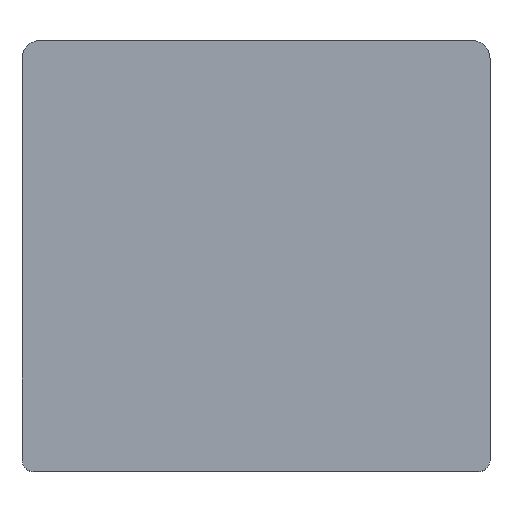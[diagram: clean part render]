
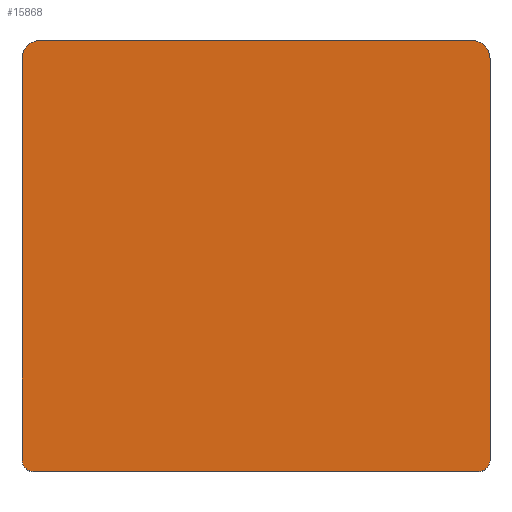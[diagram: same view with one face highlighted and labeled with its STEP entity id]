
A CAD part, top view. The second image highlights one B-rep face of the part: STEP entity #15868.
In plain terms, the highlighted planar face has unit normal (0, 0, 1).
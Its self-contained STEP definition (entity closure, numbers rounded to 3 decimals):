
#103=CIRCLE('',#16256,4.);
#104=CIRCLE('',#16259,4.);
#105=CIRCLE('',#16263,2.5);
#106=CIRCLE('',#16266,2.5);
#2638=FACE_OUTER_BOUND('',#3568,.T.);
#3568=EDGE_LOOP('',(#14709,#14710,#14711,#14712,#14713,#14714,#14715,#14716));
#4759=LINE('',#32999,#6015);
#4762=LINE('',#33007,#6018);
#4765=LINE('',#33016,#6021);
#4824=LINE('',#33137,#6080);
#6015=VECTOR('',#18237,10.);
#6018=VECTOR('',#18246,10.);
#6021=VECTOR('',#18257,10.);
#6080=VECTOR('',#18438,10.);
#7641=VERTEX_POINT('',#32991);
#7642=VERTEX_POINT('',#32993);
#7643=VERTEX_POINT('',#32997);
#7644=VERTEX_POINT('',#33001);
#7645=VERTEX_POINT('',#33005);
#7646=VERTEX_POINT('',#33010);
#7647=VERTEX_POINT('',#33014);
#7648=VERTEX_POINT('',#33019);
#9933=EDGE_CURVE('',#7641,#7642,#103,.T.);
#9936=EDGE_CURVE('',#7641,#7643,#4759,.T.);
#9938=EDGE_CURVE('',#7644,#7643,#104,.T.);
#9940=EDGE_CURVE('',#7644,#7645,#4762,.T.);
#9942=EDGE_CURVE('',#7646,#7645,#105,.T.);
#9944=EDGE_CURVE('',#7646,#7647,#4765,.T.);
#9947=EDGE_CURVE('',#7648,#7647,#106,.T.);
#10004=EDGE_CURVE('',#7648,#7642,#4824,.T.);
#14709=ORIENTED_EDGE('',*,*,#9933,.F.);
#14710=ORIENTED_EDGE('',*,*,#9936,.T.);
#14711=ORIENTED_EDGE('',*,*,#9938,.F.);
#14712=ORIENTED_EDGE('',*,*,#9940,.T.);
#14713=ORIENTED_EDGE('',*,*,#9942,.F.);
#14714=ORIENTED_EDGE('',*,*,#9944,.T.);
#14715=ORIENTED_EDGE('',*,*,#9947,.F.);
#14716=ORIENTED_EDGE('',*,*,#10004,.T.);
#15017=PLANE('',#16326);
#15868=ADVANCED_FACE('',(#2638),#15017,.T.);
#16256=AXIS2_PLACEMENT_3D('',#32994,#18231,#18232);
#16259=AXIS2_PLACEMENT_3D('',#33003,#18241,#18242);
#16263=AXIS2_PLACEMENT_3D('',#33012,#18252,#18253);
#16266=AXIS2_PLACEMENT_3D('',#33021,#18262,#18263);
#16326=AXIS2_PLACEMENT_3D('',#33138,#18439,#18440);
#18231=DIRECTION('center_axis',(0.,0.,
-1.));
#18232=DIRECTION('ref_axis',(0.707,0.707,0.));
#18237=DIRECTION('',(-1.,0.,0.));
#18241=DIRECTION('center_axis',(0.,0.,
-1.));
#18242=DIRECTION('ref_axis',(-0.707,0.707,0.));
#18246=DIRECTION('',(0.,-1.,0.));
#18252=DIRECTION('center_axis',(0.,0.,
-1.));
#18253=DIRECTION('ref_axis',(-0.707,-0.707,0.));
#18257=DIRECTION('',(1.,0.,0.));
#18262=DIRECTION('center_axis',(0.,0.,
-1.));
#18263=DIRECTION('ref_axis',(0.707,-0.707,0.));
#18438=DIRECTION('',(0.,1.,0.));
#18439=DIRECTION('center_axis',(0.,0.,
1.));
#18440=DIRECTION('ref_axis',(1.,0.,0.));
#32991=CARTESIAN_POINT('',(47.,47.,27.213));
#32993=CARTESIAN_POINT('',(51.,43.,27.213));
#32994=CARTESIAN_POINT('Origin',(47.,43.,27.213));
#32997=CARTESIAN_POINT('',(-47.,47.,27.213));
#32999=CARTESIAN_POINT('',(51.,47.,27.213));
#33001=CARTESIAN_POINT('',(-51.,43.,27.213));
#33003=CARTESIAN_POINT('Origin',(-47.,43.,27.213));
#33005=CARTESIAN_POINT('',(-51.,-44.5,27.213));
#33007=CARTESIAN_POINT('',(-51.,47.,27.213));
#33010=CARTESIAN_POINT('',(-48.5,-47.,27.213));
#33012=CARTESIAN_POINT('Origin',(-48.5,-44.5,27.213));
#33014=CARTESIAN_POINT('',(48.5,-47.,27.213));
#33016=CARTESIAN_POINT('',(-51.,-47.,27.213));
#33019=CARTESIAN_POINT('',(51.,-44.5,27.213));
#33021=CARTESIAN_POINT('Origin',(48.5,-44.5,27.213));
#33137=CARTESIAN_POINT('',(51.,-47.,27.213));
#33138=CARTESIAN_POINT('Origin',(0.,0.,
27.213));
